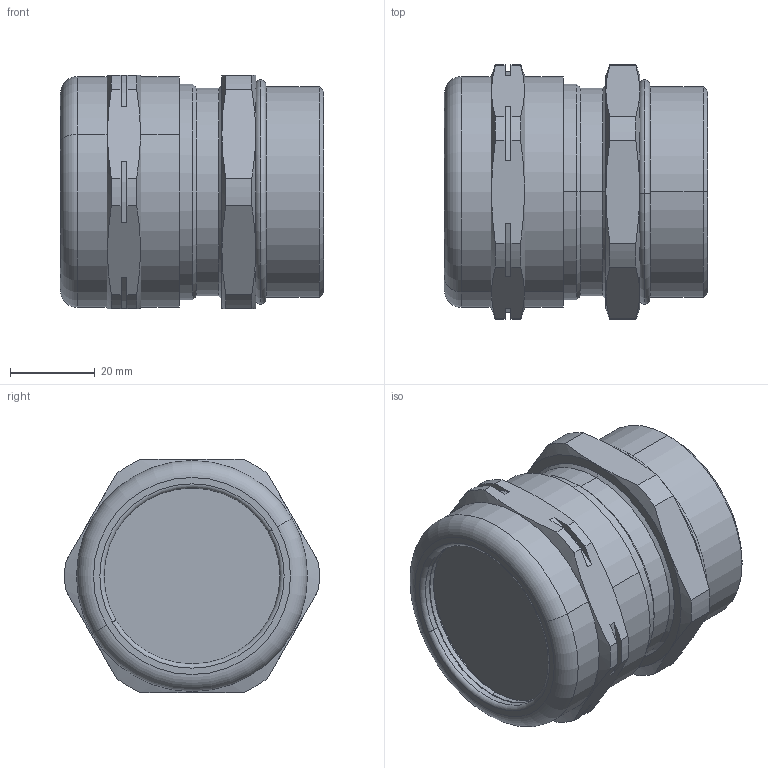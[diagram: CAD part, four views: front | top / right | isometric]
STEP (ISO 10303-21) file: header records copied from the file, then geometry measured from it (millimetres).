
FILE_DESCRIPTION (( 'STEP AP203' ), '1' );
FILE_NAME ('C1510550-.STEP', '2019-04-26T06:02:09', ( '' ), ( '' ), 'SwSTEP 2.0', 'SolidWorks 2015', '' );
FILE_SCHEMA (( 'CONFIG_CONTROL_DESIGN' ));
Length unit declared in the file: millimetre
Products named in the file (1): C1510550-
Bounding box: 62.1 x 60.06 x 55 mm (x, y, z)
Volume: 54023 mm3; surface area: 37139.3 mm2
Topology: 5 solids, 5 shells, 158 faces, 362 edges, 222 vertices
Faces by surface type: cylinder 56, cone 44, plane 42, torus 16
Entity records: 4701 total; most frequent: CARTESIAN_POINT 971, DIRECTION 826, ORIENTED_EDGE 724, EDGE_CURVE 362, AXIS2_PLACEMENT_3D 345, VERTEX_POINT 222, CIRCLE 186, EDGE_LOOP 174
